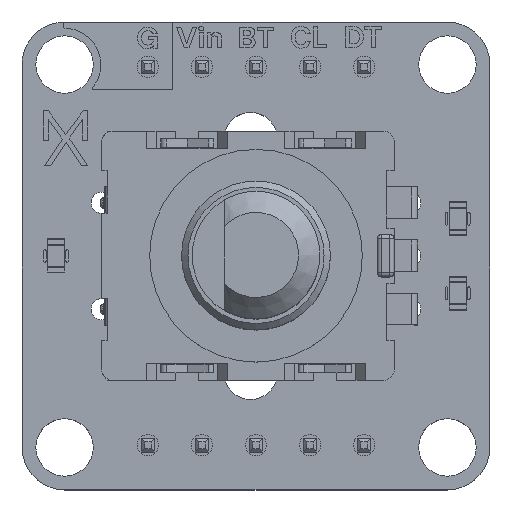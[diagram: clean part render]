
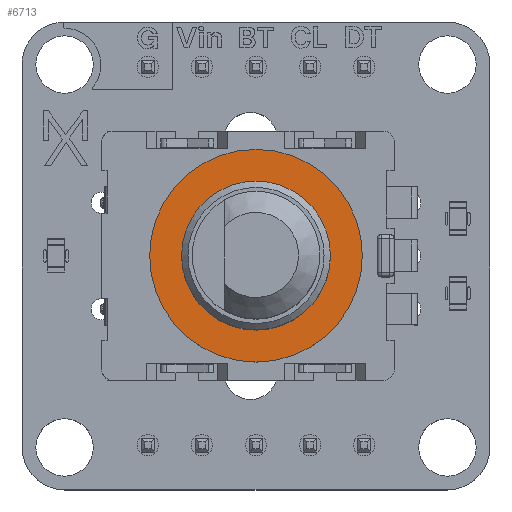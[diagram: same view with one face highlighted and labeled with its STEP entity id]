
A CAD part, top view. The second image highlights one B-rep face of the part: STEP entity #6713.
In plain terms, the highlighted planar face has unit normal (0, 0, 1).
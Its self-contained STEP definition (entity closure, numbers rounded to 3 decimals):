
#6693 = EDGE_CURVE('',#6694,#6694,#6696,.T.);
#6694 = VERTEX_POINT('',#6695);
#6695 = CARTESIAN_POINT('',(-5.,0.,0.4));
#6696 = CIRCLE('',#6697,5.);
#6697 = AXIS2_PLACEMENT_3D('',#6698,#6699,#6700);
#6698 = CARTESIAN_POINT('',(0.,0.,0.4));
#6699 = DIRECTION('',(0.,0.,-1.));
#6700 = DIRECTION('',(-1.,0.,0.));
#6713 = ADVANCED_FACE('',(#6714,#6725),#6728,.T.);
#6714 = FACE_BOUND('',#6715,.T.);
#6715 = EDGE_LOOP('',(#6716));
#6716 = ORIENTED_EDGE('',*,*,#6717,.T.);
#6717 = EDGE_CURVE('',#6718,#6718,#6720,.T.);
#6718 = VERTEX_POINT('',#6719);
#6719 = CARTESIAN_POINT('',(-3.5,0.,0.4));
#6720 = CIRCLE('',#6721,3.5);
#6721 = AXIS2_PLACEMENT_3D('',#6722,#6723,#6724);
#6722 = CARTESIAN_POINT('',(0.,0.,0.4));
#6723 = DIRECTION('',(0.,0.,-1.));
#6724 = DIRECTION('',(-1.,0.,0.));
#6725 = FACE_BOUND('',#6726,.T.);
#6726 = EDGE_LOOP('',(#6727));
#6727 = ORIENTED_EDGE('',*,*,#6693,.F.);
#6728 = PLANE('',#6729);
#6729 = AXIS2_PLACEMENT_3D('',#6730,#6731,#6732);
#6730 = CARTESIAN_POINT('',(-5.,0.,0.4));
#6731 = DIRECTION('',(0.,0.,1.));
#6732 = DIRECTION('',(1.,0.,0.));
